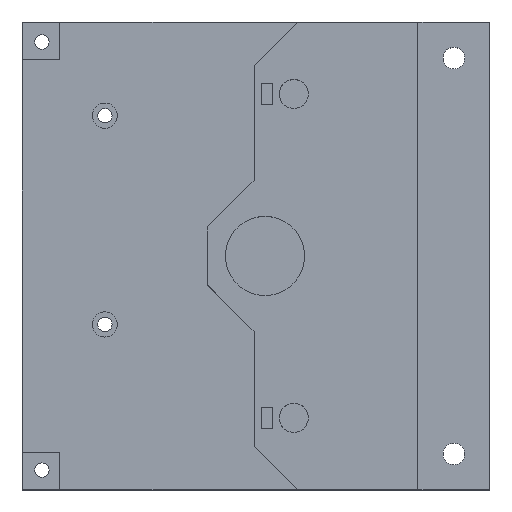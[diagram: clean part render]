
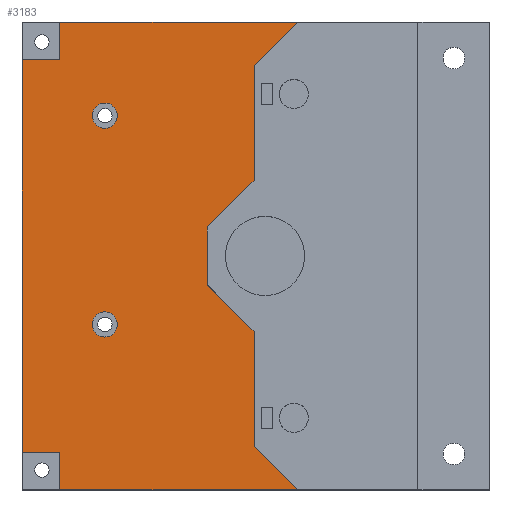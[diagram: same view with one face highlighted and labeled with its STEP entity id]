
A CAD part, top view. The second image highlights one B-rep face of the part: STEP entity #3183.
In plain terms, the highlighted planar face has unit normal (0, 0, 1).
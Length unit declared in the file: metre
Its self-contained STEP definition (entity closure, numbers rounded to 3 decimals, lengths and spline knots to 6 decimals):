
#51=CIRCLE('',#3401,0.0035);
#52=CIRCLE('',#3402,0.0035);
#507=ORIENTED_EDGE('',*,*,#1227,.F.);
#508=ORIENTED_EDGE('',*,*,#1228,.F.);
#509=ORIENTED_EDGE('',*,*,#1229,.F.);
#510=ORIENTED_EDGE('',*,*,#1230,.T.);
#511=ORIENTED_EDGE('',*,*,#1231,.T.);
#512=ORIENTED_EDGE('',*,*,#1232,.F.);
#513=ORIENTED_EDGE('',*,*,#1233,.T.);
#514=ORIENTED_EDGE('',*,*,#1234,.F.);
#515=ORIENTED_EDGE('',*,*,#1235,.T.);
#516=ORIENTED_EDGE('',*,*,#1236,.T.);
#517=ORIENTED_EDGE('',*,*,#1237,.T.);
#518=ORIENTED_EDGE('',*,*,#1238,.F.);
#519=ORIENTED_EDGE('',*,*,#1239,.T.);
#520=ORIENTED_EDGE('',*,*,#1240,.F.);
#521=ORIENTED_EDGE('',*,*,#1241,.F.);
#522=ORIENTED_EDGE('',*,*,#1242,.F.);
#1227=EDGE_CURVE('',#1579,#1580,#1929,.T.);
#1228=EDGE_CURVE('',#1581,#1579,#1930,.T.);
#1229=EDGE_CURVE('',#1582,#1581,#1931,.T.);
#1230=EDGE_CURVE('',#1582,#1583,#1932,.T.);
#1231=EDGE_CURVE('',#1583,#1584,#1933,.T.);
#1232=EDGE_CURVE('',#1585,#1584,#1934,.F.);
#1233=EDGE_CURVE('',#1585,#1586,#1935,.T.);
#1234=EDGE_CURVE('',#1587,#1586,#1936,.T.);
#1235=EDGE_CURVE('',#1587,#1588,#1937,.T.);
#1236=EDGE_CURVE('',#1588,#1589,#1938,.T.);
#1237=EDGE_CURVE('',#1589,#1590,#1939,.T.);
#1238=EDGE_CURVE('',#1591,#1590,#1940,.F.);
#1239=EDGE_CURVE('',#1591,#1592,#1941,.T.);
#1240=EDGE_CURVE('',#1580,#1592,#1942,.T.);
#1241=EDGE_CURVE('',#1593,#1593,#51,.T.);
#1242=EDGE_CURVE('',#1594,#1594,#52,.T.);
#1579=VERTEX_POINT('',#4901);
#1580=VERTEX_POINT('',#4902);
#1581=VERTEX_POINT('',#4904);
#1582=VERTEX_POINT('',#4906);
#1583=VERTEX_POINT('',#4908);
#1584=VERTEX_POINT('',#4910);
#1585=VERTEX_POINT('',#4912);
#1586=VERTEX_POINT('',#4914);
#1587=VERTEX_POINT('',#4916);
#1588=VERTEX_POINT('',#4918);
#1589=VERTEX_POINT('',#4920);
#1590=VERTEX_POINT('',#4922);
#1591=VERTEX_POINT('',#4924);
#1592=VERTEX_POINT('',#4926);
#1593=VERTEX_POINT('',#4929);
#1594=VERTEX_POINT('',#4931);
#1929=LINE('',#4900,#2321);
#1930=LINE('',#4903,#2322);
#1931=LINE('',#4905,#2323);
#1932=LINE('',#4907,#2324);
#1933=LINE('',#4909,#2325);
#1934=LINE('',#4911,#2326);
#1935=LINE('',#4913,#2327);
#1936=LINE('',#4915,#2328);
#1937=LINE('',#4917,#2329);
#1938=LINE('',#4919,#2330);
#1939=LINE('',#4921,#2331);
#1940=LINE('',#4923,#2332);
#1941=LINE('',#4925,#2333);
#1942=LINE('',#4927,#2334);
#2321=VECTOR('',#3993,1.);
#2322=VECTOR('',#3994,1.);
#2323=VECTOR('',#3995,1.);
#2324=VECTOR('',#3996,1.);
#2325=VECTOR('',#3997,1.);
#2326=VECTOR('',#3998,1.);
#2327=VECTOR('',#3999,1.);
#2328=VECTOR('',#4000,1.);
#2329=VECTOR('',#4001,1.);
#2330=VECTOR('',#4002,1.);
#2331=VECTOR('',#4003,1.);
#2332=VECTOR('',#4004,1.);
#2333=VECTOR('',#4005,1.);
#2334=VECTOR('',#4006,1.);
#2584=EDGE_LOOP('',(#507,#508,#509,#510,#511,#512,#513,#514,#515,#516,#517,
#518,#519,#520));
#2585=EDGE_LOOP('',(#521));
#2586=EDGE_LOOP('',(#522));
#2806=FACE_BOUND('',#2584,.T.);
#2807=FACE_BOUND('',#2585,.T.);
#2808=FACE_BOUND('',#2586,.T.);
#3014=PLANE('',#3400);
#3183=ADVANCED_FACE('',(#2806,#2807,#2808),#3014,.T.);
#3400=AXIS2_PLACEMENT_3D('',#4899,#3991,#3992);
#3401=AXIS2_PLACEMENT_3D('',#4928,#4007,#4008);
#3402=AXIS2_PLACEMENT_3D('',#4930,#4009,#4010);
#3991=DIRECTION('',(0.,0.,1.));
#3992=DIRECTION('',(-1.,0.,0.));
#3993=DIRECTION('',(1.,0.,0.));
#3994=DIRECTION('',(0.,1.,0.));
#3995=DIRECTION('',(-1.,0.,0.));
#3996=DIRECTION('',(0.,-1.,0.));
#3997=DIRECTION('',(1.,0.,0.));
#3998=DIRECTION('',(-0.707,0.707,0.));
#3999=DIRECTION('',(0.,1.,0.));
#4000=DIRECTION('',(0.707,-0.707,0.));
#4001=DIRECTION('',(0.,1.,0.));
#4002=DIRECTION('',(0.707,0.707,0.));
#4003=DIRECTION('',(0.,1.,0.));
#4004=DIRECTION('',(0.707,0.707,0.));
#4005=DIRECTION('',(-1.,0.,0.));
#4006=DIRECTION('',(0.,1.,0.));
#4007=DIRECTION('',(0.,0.,1.));
#4008=DIRECTION('',(1.,0.,0.));
#4009=DIRECTION('',(0.,0.,1.));
#4010=DIRECTION('',(1.,0.,0.));
#4899=CARTESIAN_POINT('',(-0.175,0.24,0.));
#4900=CARTESIAN_POINT('',(-0.11,0.2495,0.));
#4901=CARTESIAN_POINT('',(-0.11,0.2495,0.));
#4902=CARTESIAN_POINT('',(-0.0995,0.2495,0.));
#4903=CARTESIAN_POINT('',(-0.11,0.195,0.));
#4904=CARTESIAN_POINT('',(-0.11,0.1405,0.));
#4905=CARTESIAN_POINT('',(-0.11,0.1405,0.));
#4906=CARTESIAN_POINT('',(-0.0995,0.1405,0.));
#4907=CARTESIAN_POINT('',(-0.0995,0.13,0.));
#4908=CARTESIAN_POINT('',(-0.0995,0.13,0.));
#4909=CARTESIAN_POINT('',(-0.045,0.13,0.));
#4910=CARTESIAN_POINT('',(-0.03355,0.13,0.));
#4911=CARTESIAN_POINT('',(-0.04555,0.142,0.));
#4912=CARTESIAN_POINT('',(-0.04555,0.142,0.));
#4913=CARTESIAN_POINT('',(-0.04555,0.152,0.));
#4914=CARTESIAN_POINT('',(-0.04555,0.174,0.));
#4915=CARTESIAN_POINT('',(-0.052025,0.180475,0.));
#4916=CARTESIAN_POINT('',(-0.0585,0.18695,0.));
#4917=CARTESIAN_POINT('',(-0.0585,0.195,0.));
#4918=CARTESIAN_POINT('',(-0.0585,0.20305,0.));
#4919=CARTESIAN_POINT('',(-0.052025,0.209525,0.));
#4920=CARTESIAN_POINT('',(-0.04555,0.216,0.));
#4921=CARTESIAN_POINT('',(-0.04555,0.238,0.));
#4922=CARTESIAN_POINT('',(-0.04555,0.248,0.));
#4923=CARTESIAN_POINT('',(-0.03355,0.26,0.));
#4924=CARTESIAN_POINT('',(-0.03355,0.26,0.));
#4925=CARTESIAN_POINT('',(-0.045,0.26,0.));
#4926=CARTESIAN_POINT('',(-0.0995,0.26,0.));
#4927=CARTESIAN_POINT('',(-0.0995,0.26,0.));
#4928=CARTESIAN_POINT('',(-0.087,0.234,0.));
#4929=CARTESIAN_POINT('',(-0.0835,0.234,0.));
#4930=CARTESIAN_POINT('',(-0.087,0.176,0.));
#4931=CARTESIAN_POINT('',(-0.0835,0.176,0.));
